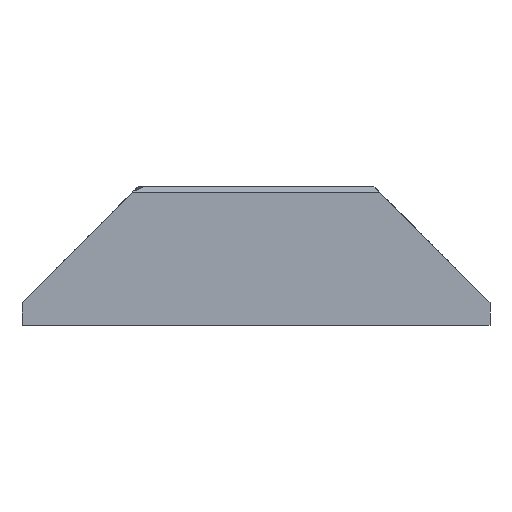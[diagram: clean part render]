
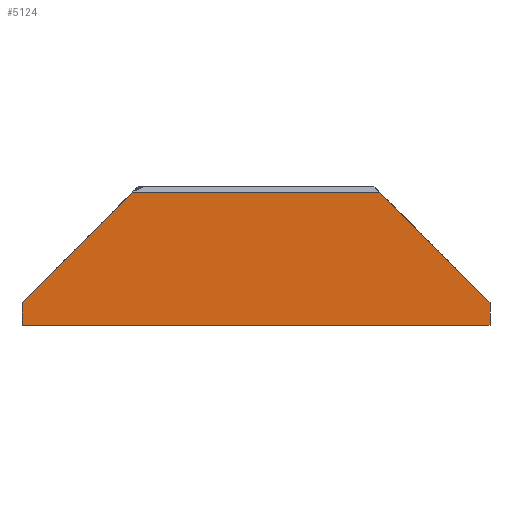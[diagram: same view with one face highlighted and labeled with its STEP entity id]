
A CAD part, front view. The second image highlights one B-rep face of the part: STEP entity #5124.
In plain terms, the highlighted face is planar.
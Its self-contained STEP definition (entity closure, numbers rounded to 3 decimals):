
#5124 = ADVANCED_FACE('',(#5125),#5138,.T.);
#5125 = FACE_BOUND('',#5126,.T.);
#5126 = EDGE_LOOP('',(#5127,#5148,#5162,#5176,#5190,#5204));
#5127 = ORIENTED_EDGE('',*,*,#5128,.F.);
#5128 = EDGE_CURVE('',#5129,#5131,#5133,.T.);
#5129 = VERTEX_POINT('',#5130);
#5130 = CARTESIAN_POINT('',(15.363,873.994,
    930.));
#5131 = VERTEX_POINT('',#5132);
#5132 = CARTESIAN_POINT('',(15.363,899.518,
    930.));
#5133 = SURFACE_CURVE('',#5134,(#5137),.PCURVE_S1.);
#5134 = B_SPLINE_CURVE_WITH_KNOTS('',1,(#5135,#5136),.UNSPECIFIED.,.F.,
  .F.,(2,2),(-11.762,13.762),.PIECEWISE_BEZIER_KNOTS.);
#5135 = CARTESIAN_POINT('',(15.363,873.994,
    930.));
#5136 = CARTESIAN_POINT('',(15.363,899.518,
    930.));
#5137 = PCURVE('',#5138,#5143);
#5138 = PLANE('',#5139);
#5139 = AXIS2_PLACEMENT_3D('',#5140,#5141,#5142);
#5140 = CARTESIAN_POINT('',(27.469,884.756,
    930.));
#5141 = DIRECTION('',(0.,0.,-1.));
#5142 = DIRECTION('',(0.,-1.,0.));
#5143 = DEFINITIONAL_REPRESENTATION('',(#5144),#5147);
#5144 = B_SPLINE_CURVE_WITH_KNOTS('',1,(#5145,#5146),.UNSPECIFIED.,.F.,
  .F.,(2,2),(-11.762,13.762),.PIECEWISE_BEZIER_KNOTS.);
#5145 = CARTESIAN_POINT('',(10.762,12.106));
#5146 = CARTESIAN_POINT('',(-14.762,12.106));
#5147 = ( GEOMETRIC_REPRESENTATION_CONTEXT(2) 
PARAMETRIC_REPRESENTATION_CONTEXT() REPRESENTATION_CONTEXT('2D SPACE',''
  ) );
#5148 = ORIENTED_EDGE('',*,*,#5149,.T.);
#5149 = EDGE_CURVE('',#5129,#5150,#5152,.T.);
#5150 = VERTEX_POINT('',#5151);
#5151 = CARTESIAN_POINT('',(4.,862.631,
    930.));
#5152 = SURFACE_CURVE('',#5153,(#5156),.PCURVE_S1.);
#5153 = B_SPLINE_CURVE_WITH_KNOTS('',1,(#5154,#5155),.UNSPECIFIED.,.F.,
  .F.,(2,2),(-21.426,-5.357),.PIECEWISE_BEZIER_KNOTS.);
#5154 = CARTESIAN_POINT('',(15.363,873.994,
    930.));
#5155 = CARTESIAN_POINT('',(4.,862.631,
    930.));
#5156 = PCURVE('',#5138,#5157);
#5157 = DEFINITIONAL_REPRESENTATION('',(#5158),#5161);
#5158 = B_SPLINE_CURVE_WITH_KNOTS('',1,(#5159,#5160),.UNSPECIFIED.,.F.,
  .F.,(2,2),(-21.426,-5.357),.PIECEWISE_BEZIER_KNOTS.);
#5159 = CARTESIAN_POINT('',(10.762,12.106));
#5160 = CARTESIAN_POINT('',(22.125,23.469));
#5161 = ( GEOMETRIC_REPRESENTATION_CONTEXT(2) 
PARAMETRIC_REPRESENTATION_CONTEXT() REPRESENTATION_CONTEXT('2D SPACE',''
  ) );
#5162 = ORIENTED_EDGE('',*,*,#5163,.T.);
#5163 = EDGE_CURVE('',#5150,#5164,#5166,.T.);
#5164 = VERTEX_POINT('',#5165);
#5165 = CARTESIAN_POINT('',(1.706,862.631,
    930.));
#5166 = SURFACE_CURVE('',#5167,(#5170),.PCURVE_S1.);
#5167 = B_SPLINE_CURVE_WITH_KNOTS('',1,(#5168,#5169),.UNSPECIFIED.,.F.,
  .F.,(2,2),(-12.029,-9.735),.PIECEWISE_BEZIER_KNOTS.);
#5168 = CARTESIAN_POINT('',(4.,862.631,
    930.));
#5169 = CARTESIAN_POINT('',(1.706,862.631,
    930.));
#5170 = PCURVE('',#5138,#5171);
#5171 = DEFINITIONAL_REPRESENTATION('',(#5172),#5175);
#5172 = B_SPLINE_CURVE_WITH_KNOTS('',1,(#5173,#5174),.UNSPECIFIED.,.F.,
  .F.,(2,2),(-12.029,-9.735),.PIECEWISE_BEZIER_KNOTS.);
#5173 = CARTESIAN_POINT('',(22.125,23.469));
#5174 = CARTESIAN_POINT('',(22.125,25.763));
#5175 = ( GEOMETRIC_REPRESENTATION_CONTEXT(2) 
PARAMETRIC_REPRESENTATION_CONTEXT() REPRESENTATION_CONTEXT('2D SPACE',''
  ) );
#5176 = ORIENTED_EDGE('',*,*,#5177,.T.);
#5177 = EDGE_CURVE('',#5164,#5178,#5180,.T.);
#5178 = VERTEX_POINT('',#5179);
#5179 = CARTESIAN_POINT('',(1.706,910.881,
    930.));
#5180 = SURFACE_CURVE('',#5181,(#5184),.PCURVE_S1.);
#5181 = B_SPLINE_CURVE_WITH_KNOTS('',1,(#5182,#5183),.UNSPECIFIED.,.F.,
  .F.,(2,2),(-26.125,22.125),.PIECEWISE_BEZIER_KNOTS.);
#5182 = CARTESIAN_POINT('',(1.706,862.631,
    930.));
#5183 = CARTESIAN_POINT('',(1.706,910.881,
    930.));
#5184 = PCURVE('',#5138,#5185);
#5185 = DEFINITIONAL_REPRESENTATION('',(#5186),#5189);
#5186 = B_SPLINE_CURVE_WITH_KNOTS('',1,(#5187,#5188),.UNSPECIFIED.,.F.,
  .F.,(2,2),(-26.125,22.125),.PIECEWISE_BEZIER_KNOTS.);
#5187 = CARTESIAN_POINT('',(22.125,25.763));
#5188 = CARTESIAN_POINT('',(-26.125,25.763));
#5189 = ( GEOMETRIC_REPRESENTATION_CONTEXT(2) 
PARAMETRIC_REPRESENTATION_CONTEXT() REPRESENTATION_CONTEXT('2D SPACE',''
  ) );
#5190 = ORIENTED_EDGE('',*,*,#5191,.T.);
#5191 = EDGE_CURVE('',#5178,#5192,#5194,.T.);
#5192 = VERTEX_POINT('',#5193);
#5193 = CARTESIAN_POINT('',(4.,910.881,
    930.));
#5194 = SURFACE_CURVE('',#5195,(#5198),.PCURVE_S1.);
#5195 = B_SPLINE_CURVE_WITH_KNOTS('',1,(#5196,#5197),.UNSPECIFIED.,.F.,
  .F.,(2,2),(-12.029,-9.735),.PIECEWISE_BEZIER_KNOTS.);
#5196 = CARTESIAN_POINT('',(1.706,910.881,
    930.));
#5197 = CARTESIAN_POINT('',(4.,910.881,
    930.));
#5198 = PCURVE('',#5138,#5199);
#5199 = DEFINITIONAL_REPRESENTATION('',(#5200),#5203);
#5200 = B_SPLINE_CURVE_WITH_KNOTS('',1,(#5201,#5202),.UNSPECIFIED.,.F.,
  .F.,(2,2),(-12.029,-9.735),.PIECEWISE_BEZIER_KNOTS.);
#5201 = CARTESIAN_POINT('',(-26.125,25.763));
#5202 = CARTESIAN_POINT('',(-26.125,23.469));
#5203 = ( GEOMETRIC_REPRESENTATION_CONTEXT(2) 
PARAMETRIC_REPRESENTATION_CONTEXT() REPRESENTATION_CONTEXT('2D SPACE',''
  ) );
#5204 = ORIENTED_EDGE('',*,*,#5205,.T.);
#5205 = EDGE_CURVE('',#5192,#5131,#5206,.T.);
#5206 = SURFACE_CURVE('',#5207,(#5210),.PCURVE_S1.);
#5207 = B_SPLINE_CURVE_WITH_KNOTS('',1,(#5208,#5209),.UNSPECIFIED.,.F.,
  .F.,(2,2),(-22.84,-6.771),.PIECEWISE_BEZIER_KNOTS.);
#5208 = CARTESIAN_POINT('',(4.,910.881,
    930.));
#5209 = CARTESIAN_POINT('',(15.363,899.518,
    930.));
#5210 = PCURVE('',#5138,#5211);
#5211 = DEFINITIONAL_REPRESENTATION('',(#5212),#5215);
#5212 = B_SPLINE_CURVE_WITH_KNOTS('',1,(#5213,#5214),.UNSPECIFIED.,.F.,
  .F.,(2,2),(-22.84,-6.771),.PIECEWISE_BEZIER_KNOTS.);
#5213 = CARTESIAN_POINT('',(-26.125,23.469));
#5214 = CARTESIAN_POINT('',(-14.762,12.106));
#5215 = ( GEOMETRIC_REPRESENTATION_CONTEXT(2) 
PARAMETRIC_REPRESENTATION_CONTEXT() REPRESENTATION_CONTEXT('2D SPACE',''
  ) );
